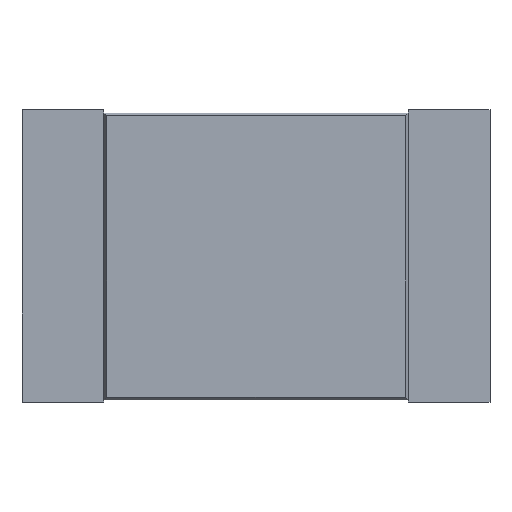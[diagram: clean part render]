
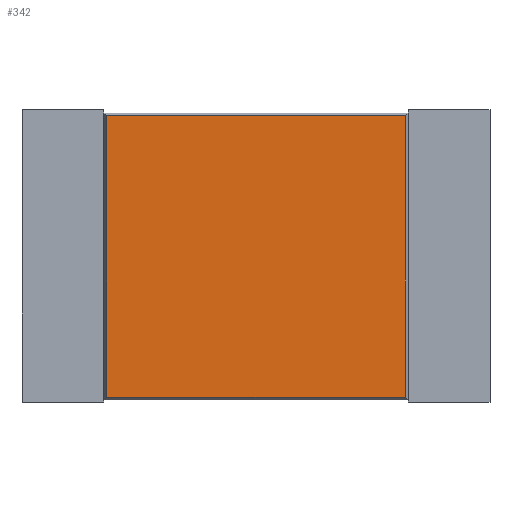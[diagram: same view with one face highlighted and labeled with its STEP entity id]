
A CAD part, top view. The second image highlights one B-rep face of the part: STEP entity #342.
In plain terms, the highlighted planar face has unit normal (0, 0, 1).
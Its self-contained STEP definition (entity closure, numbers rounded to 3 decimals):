
#329 = EDGE_CURVE ( 'NONE', #430, #339, #1361, .T. ) ;
#337 = ORIENTED_EDGE ( 'NONE', *, *, #427, .T. ) ;
#339 = VERTEX_POINT ( 'NONE', #1367 ) ;
#341 = ORIENTED_EDGE ( 'NONE', *, *, #417, .T. ) ;
#342 = ADVANCED_FACE ( 'NONE', ( #1373 ), #1359, .T. ) ;
#343 = ORIENTED_EDGE ( 'NONE', *, *, #329, .T. ) ;
#344 = ORIENTED_EDGE ( 'NONE', *, *, #349, .T. ) ;
#348 = EDGE_LOOP ( 'NONE', ( #337, #341, #343, #344 ) ) ;
#349 = EDGE_CURVE ( 'NONE', #339, #434, #1583, .T. ) ;
#417 = EDGE_CURVE ( 'NONE', #431, #430, #1566, .T. ) ;
#427 = EDGE_CURVE ( 'NONE', #434, #431, #1548, .T. ) ;
#430 = VERTEX_POINT ( 'NONE', #1713 ) ;
#431 = VERTEX_POINT ( 'NONE', #1712 ) ;
#434 = VERTEX_POINT ( 'NONE', #1829 ) ;
#1355 = DIRECTION ( 'NONE',  ( 0., -1., 0. ) ) ;
#1356 = VECTOR ( 'NONE', #1355, 1000. ) ;
#1359 = PLANE ( 'NONE',  #1414 ) ;
#1360 = CARTESIAN_POINT ( 'NONE',  ( -0.638, 0.61, 0.5 ) ) ;
#1361 = LINE ( 'NONE', #1360, #1356 ) ;
#1367 = CARTESIAN_POINT ( 'NONE',  ( -0.638, -0.603, 0.5 ) ) ;
#1373 = FACE_OUTER_BOUND ( 'NONE', #348, .T. ) ;
#1393 = DIRECTION ( 'NONE',  ( 1., 0., 0. ) ) ;
#1394 = DIRECTION ( 'NONE',  ( 0., 0., 1. ) ) ;
#1395 = CARTESIAN_POINT ( 'NONE',  ( 0.65, -0.615, 0.5 ) ) ;
#1414 = AXIS2_PLACEMENT_3D ( 'NONE', #1395, #1394, #1393 ) ;
#1420 = CARTESIAN_POINT ( 'NONE',  ( -0.65, -0.603, 0.5 ) ) ;
#1433 = DIRECTION ( 'NONE',  ( 1., 0., 0. ) ) ;
#1434 = VECTOR ( 'NONE', #1433, 1000. ) ;
#1537 = DIRECTION ( 'NONE',  ( 0., 1., 0. ) ) ;
#1538 = VECTOR ( 'NONE', #1537, 1000. ) ;
#1547 = CARTESIAN_POINT ( 'NONE',  ( 0.638, 0.61, 0.5 ) ) ;
#1548 = LINE ( 'NONE', #1547, #1538 ) ;
#1566 = LINE ( 'NONE', #1586, #1585 ) ;
#1583 = LINE ( 'NONE', #1420, #1434 ) ;
#1584 = DIRECTION ( 'NONE',  ( -1., 0., 0. ) ) ;
#1585 = VECTOR ( 'NONE', #1584, 1000. ) ;
#1586 = CARTESIAN_POINT ( 'NONE',  ( -0.65, 0.598, 0.5 ) ) ;
#1712 = CARTESIAN_POINT ( 'NONE',  ( 0.638, 0.598, 0.5 ) ) ;
#1713 = CARTESIAN_POINT ( 'NONE',  ( -0.638, 0.598, 0.5 ) ) ;
#1829 = CARTESIAN_POINT ( 'NONE',  ( 0.638, -0.603, 0.5 ) ) ;
